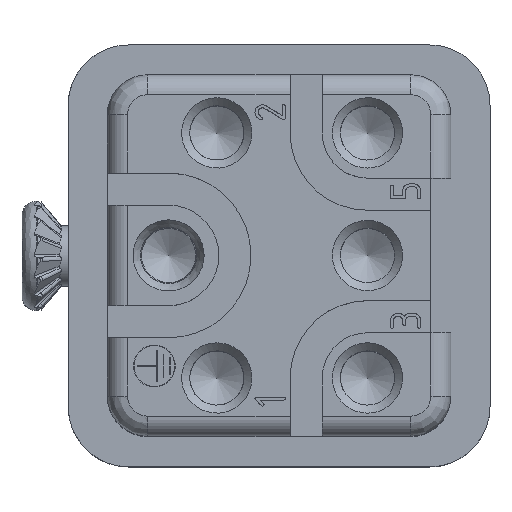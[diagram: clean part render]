
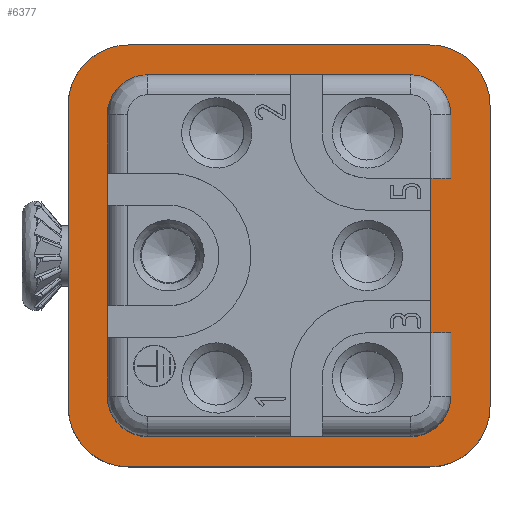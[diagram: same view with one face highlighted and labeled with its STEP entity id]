
A CAD part, top view. The second image highlights one B-rep face of the part: STEP entity #6377.
In plain terms, the highlighted planar face has unit normal (0, 0, 1).
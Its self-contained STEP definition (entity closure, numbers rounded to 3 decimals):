
#6102=FACE_BOUND('',#8857,.T.);
#6103=FACE_BOUND('',#8858,.T.);
#6377=ADVANCED_FACE('',(#6102,#6103),#7251,.T.);
#7251=PLANE('',#25152);
#8857=EDGE_LOOP('',(#10741,#10742,#10743,#10744,#10745,#10746,#10747,#10748,
#10749,#10750,#10751,#10752));
#8858=EDGE_LOOP('',(#10753,#10754,#10755,#10756,#10757,#10758,#10759,#10760));
#10741=ORIENTED_EDGE('',*,*,#17108,.T.);
#10742=ORIENTED_EDGE('',*,*,#17073,.T.);
#10743=ORIENTED_EDGE('',*,*,#17107,.T.);
#10744=ORIENTED_EDGE('',*,*,#17105,.T.);
#10745=ORIENTED_EDGE('',*,*,#17103,.T.);
#10746=ORIENTED_EDGE('',*,*,#17101,.T.);
#10747=ORIENTED_EDGE('',*,*,#17099,.T.);
#10748=ORIENTED_EDGE('',*,*,#17098,.T.);
#10749=ORIENTED_EDGE('',*,*,#17095,.T.);
#10750=ORIENTED_EDGE('',*,*,#17094,.T.);
#10751=ORIENTED_EDGE('',*,*,#17091,.T.);
#10752=ORIENTED_EDGE('',*,*,#17089,.T.);
#10753=ORIENTED_EDGE('',*,*,#17159,.F.);
#10754=ORIENTED_EDGE('',*,*,#17160,.T.);
#10755=ORIENTED_EDGE('',*,*,#17161,.T.);
#10756=ORIENTED_EDGE('',*,*,#17162,.T.);
#10757=ORIENTED_EDGE('',*,*,#17124,.T.);
#10758=ORIENTED_EDGE('',*,*,#17128,.T.);
#10759=ORIENTED_EDGE('',*,*,#17111,.T.);
#10760=ORIENTED_EDGE('',*,*,#17155,.T.);
#15324=VERTEX_POINT('',#33455);
#15325=VERTEX_POINT('',#33457);
#15335=VERTEX_POINT('',#33539);
#15336=VERTEX_POINT('',#33541);
#15337=VERTEX_POINT('',#33545);
#15338=VERTEX_POINT('',#33549);
#15339=VERTEX_POINT('',#33553);
#15340=VERTEX_POINT('',#33557);
#15341=VERTEX_POINT('',#33561);
#15342=VERTEX_POINT('',#33565);
#15343=VERTEX_POINT('',#33569);
#15344=VERTEX_POINT('',#33573);
#15347=VERTEX_POINT('',#33584);
#15348=VERTEX_POINT('',#33586);
#15360=VERTEX_POINT('',#33643);
#15361=VERTEX_POINT('',#33645);
#15387=VERTEX_POINT('',#33708);
#15389=VERTEX_POINT('',#33715);
#15390=VERTEX_POINT('',#33719);
#15391=VERTEX_POINT('',#33721);
#17073=EDGE_CURVE('',#15325,#15324,#20557,.T.);
#17089=EDGE_CURVE('',#15336,#15335,#20565,.T.);
#17091=EDGE_CURVE('',#15337,#15336,#19397,.T.);
#17094=EDGE_CURVE('',#15338,#15337,#20569,.T.);
#17095=EDGE_CURVE('',#15339,#15338,#19398,.T.);
#17098=EDGE_CURVE('',#15340,#15339,#20572,.T.);
#17099=EDGE_CURVE('',#15341,#15340,#19399,.T.);
#17101=EDGE_CURVE('',#15342,#15341,#20574,.T.);
#17103=EDGE_CURVE('',#15343,#15342,#19400,.T.);
#17105=EDGE_CURVE('',#15344,#15343,#20577,.T.);
#17107=EDGE_CURVE('',#15324,#15344,#20579,.T.);
#17108=EDGE_CURVE('',#15335,#15325,#20580,.T.);
#17111=EDGE_CURVE('',#15348,#15347,#20583,.T.);
#17124=EDGE_CURVE('',#15361,#15360,#20591,.T.);
#17128=EDGE_CURVE('',#15360,#15348,#19407,.T.);
#17155=EDGE_CURVE('',#15347,#15387,#19411,.T.);
#17159=EDGE_CURVE('',#15389,#15387,#20620,.T.);
#17160=EDGE_CURVE('',#15389,#15390,#19412,.T.);
#17161=EDGE_CURVE('',#15390,#15391,#20621,.T.);
#17162=EDGE_CURVE('',#15391,#15361,#19413,.T.);
#19397=CIRCLE('',#25111,2.);
#19398=CIRCLE('',#25114,2.);
#19399=CIRCLE('',#25117,2.);
#19400=CIRCLE('',#25120,2.);
#19407=CIRCLE('',#25137,3.);
#19411=CIRCLE('',#25147,3.);
#19412=CIRCLE('',#25150,3.);
#19413=CIRCLE('',#25151,3.);
#20557=LINE('',#33456,#22362);
#20565=LINE('',#33540,#22370);
#20569=LINE('',#33550,#22374);
#20572=LINE('',#33558,#22377);
#20574=LINE('',#33564,#22379);
#20577=LINE('',#33572,#22382);
#20579=LINE('',#33576,#22384);
#20580=LINE('',#33578,#22385);
#20583=LINE('',#33585,#22388);
#20591=LINE('',#33644,#22396);
#20620=LINE('',#33716,#22425);
#20621=LINE('',#33720,#22426);
#22362=VECTOR('',#27322,1.);
#22370=VECTOR('',#27352,1.);
#22374=VECTOR('',#27362,1.);
#22377=VECTOR('',#27371,1.);
#22379=VECTOR('',#27379,1.);
#22382=VECTOR('',#27388,1.);
#22384=VECTOR('',#27392,1.);
#22385=VECTOR('',#27395,1.);
#22388=VECTOR('',#27400,1.);
#22396=VECTOR('',#27428,1.);
#22425=VECTOR('',#27485,1.);
#22426=VECTOR('',#27490,1.);
#25111=AXIS2_PLACEMENT_3D('',#33544,#27356,#27357);
#25114=AXIS2_PLACEMENT_3D('',#33552,#27365,#27366);
#25117=AXIS2_PLACEMENT_3D('',#33560,#27374,#27375);
#25120=AXIS2_PLACEMENT_3D('',#33568,#27383,#27384);
#25137=AXIS2_PLACEMENT_3D('',#33651,#27435,#27436);
#25147=AXIS2_PLACEMENT_3D('',#33709,#27478,#27479);
#25150=AXIS2_PLACEMENT_3D('',#33718,#27488,#27489);
#25151=AXIS2_PLACEMENT_3D('',#33722,#27491,#27492);
#25152=AXIS2_PLACEMENT_3D('',#33723,#27493,#27494);
#27322=DIRECTION('',(0.,-1.,0.));
#27352=DIRECTION('',(0.,-1.,0.));
#27356=DIRECTION('',(0.,0.,-1.));
#27357=DIRECTION('',(0.,1.,0.));
#27362=DIRECTION('',(1.,0.,0.));
#27365=DIRECTION('',(0.,0.,-1.));
#27366=DIRECTION('',(-1.,0.,0.));
#27371=DIRECTION('',(0.,1.,0.));
#27374=DIRECTION('',(0.,0.,-1.));
#27375=DIRECTION('',(0.,-1.,0.));
#27379=DIRECTION('',(-1.,0.,0.));
#27383=DIRECTION('',(0.,0.,-1.));
#27384=DIRECTION('',(1.,0.,0.));
#27388=DIRECTION('',(0.,-1.,0.));
#27392=DIRECTION('',(1.,0.,0.));
#27395=DIRECTION('',(-1.,0.,0.));
#27400=DIRECTION('',(0.,1.,0.));
#27428=DIRECTION('',(1.,0.,0.));
#27435=DIRECTION('',(0.,0.,1.));
#27436=DIRECTION('',(0.,-1.,0.));
#27478=DIRECTION('',(0.,0.,1.));
#27479=DIRECTION('',(1.,0.,0.));
#27485=DIRECTION('',(1.,0.,0.));
#27488=DIRECTION('',(0.,0.,1.));
#27489=DIRECTION('',(0.,1.,0.));
#27490=DIRECTION('',(0.,-1.,0.));
#27491=DIRECTION('',(0.,0.,1.));
#27492=DIRECTION('',(-1.,0.,0.));
#27493=DIRECTION('',(0.,0.,1.));
#27494=DIRECTION('',(-1.,0.,0.));
#33455=CARTESIAN_POINT('',(7.55,-3.85,5.45));
#33456=CARTESIAN_POINT('',(7.55,3.85,5.45));
#33457=CARTESIAN_POINT('',(7.55,3.85,5.45));
#33539=CARTESIAN_POINT('',(8.55,3.85,5.45));
#33540=CARTESIAN_POINT('',(8.55,7.,5.45));
#33541=CARTESIAN_POINT('',(8.55,7.,5.45));
#33544=CARTESIAN_POINT('',(6.55,7.,5.45));
#33545=CARTESIAN_POINT('',(6.55,9.,5.45));
#33549=CARTESIAN_POINT('',(-6.55,9.,5.45));
#33550=CARTESIAN_POINT('',(-6.55,9.,5.45));
#33552=CARTESIAN_POINT('',(-6.55,7.,5.45));
#33553=CARTESIAN_POINT('',(-8.55,7.,5.45));
#33557=CARTESIAN_POINT('',(-8.55,-7.,5.45));
#33558=CARTESIAN_POINT('',(-8.55,-7.,5.45));
#33560=CARTESIAN_POINT('',(-6.55,-7.,5.45));
#33561=CARTESIAN_POINT('',(-6.55,-9.,5.45));
#33564=CARTESIAN_POINT('',(6.55,-9.,5.45));
#33565=CARTESIAN_POINT('',(6.55,-9.,5.45));
#33568=CARTESIAN_POINT('',(6.55,-7.,5.45));
#33569=CARTESIAN_POINT('',(8.55,-7.,5.45));
#33572=CARTESIAN_POINT('',(8.55,-3.85,5.45));
#33573=CARTESIAN_POINT('',(8.55,-3.85,5.45));
#33576=CARTESIAN_POINT('',(7.55,-3.85,5.45));
#33578=CARTESIAN_POINT('',(8.55,3.85,5.45));
#33584=CARTESIAN_POINT('',(10.5,7.5,5.45));
#33585=CARTESIAN_POINT('',(10.5,-7.5,5.45));
#33586=CARTESIAN_POINT('',(10.5,-7.5,5.45));
#33643=CARTESIAN_POINT('',(7.5,-10.5,5.45));
#33644=CARTESIAN_POINT('',(-7.5,-10.5,5.45));
#33645=CARTESIAN_POINT('',(-7.5,-10.5,5.45));
#33651=CARTESIAN_POINT('',(7.5,-7.5,5.45));
#33708=CARTESIAN_POINT('',(7.5,10.5,5.45));
#33709=CARTESIAN_POINT('',(7.5,7.5,5.45));
#33715=CARTESIAN_POINT('',(-7.5,10.5,5.45));
#33716=CARTESIAN_POINT('',(-7.5,10.5,5.45));
#33718=CARTESIAN_POINT('',(-7.5,7.5,5.45));
#33719=CARTESIAN_POINT('',(-10.5,7.5,5.45));
#33720=CARTESIAN_POINT('',(-10.5,7.5,5.45));
#33721=CARTESIAN_POINT('',(-10.5,-7.5,5.45));
#33722=CARTESIAN_POINT('',(-7.5,-7.5,5.45));
#33723=CARTESIAN_POINT('',(11.125,11.125,5.45));
